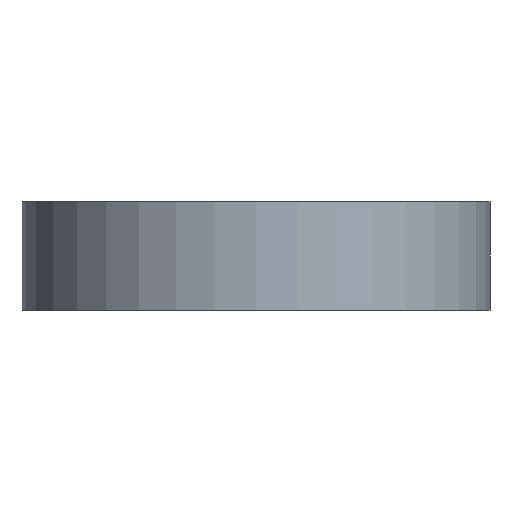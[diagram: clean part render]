
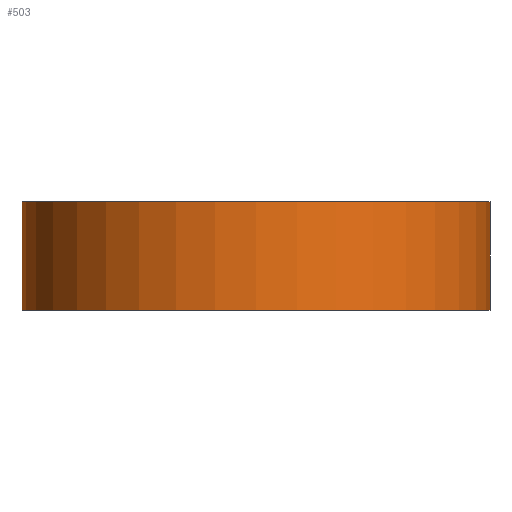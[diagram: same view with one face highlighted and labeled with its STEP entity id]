
A CAD part, front view. The second image highlights one B-rep face of the part: STEP entity #503.
In plain terms, the highlighted cylindrical face has radius 27.407 mm (diameter 54.813 mm), a partial arc.
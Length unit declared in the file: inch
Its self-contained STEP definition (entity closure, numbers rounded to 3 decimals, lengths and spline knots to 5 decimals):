
#10 = CARTESIAN_POINT ( 'NONE',  ( 1.031, -2.5, 0.25 ) ) ;
#22 = CYLINDRICAL_SURFACE ( 'NONE', #427, 1.079 ) ;
#31 = CARTESIAN_POINT ( 'NONE',  ( -0.048, -2.5, 0.25 ) ) ;
#32 = ORIENTED_EDGE ( 'NONE', *, *, #426, .T. ) ;
#35 = VERTEX_POINT ( 'NONE', #31 ) ;
#57 = CARTESIAN_POINT ( 'NONE',  ( 1.031, -1.421, 0.25 ) ) ;
#76 = AXIS2_PLACEMENT_3D ( 'NONE', #10, #134, #162 ) ;
#95 = DIRECTION ( 'NONE',  ( 0., 0., -1. ) ) ;
#108 = VECTOR ( 'NONE', #95, 39.37008 ) ;
#116 = LINE ( 'NONE', #57, #108 ) ;
#119 = CIRCLE ( 'NONE', #76, 1.079 ) ;
#134 = DIRECTION ( 'NONE',  ( 0., 0., -1. ) ) ;
#162 = DIRECTION ( 'NONE',  ( 1., 0., 0. ) ) ;
#165 = CIRCLE ( 'NONE', #417, 1.079 ) ;
#196 = VECTOR ( 'NONE', #500, 39.37008 ) ;
#199 = LINE ( 'NONE', #486, #196 ) ;
#243 = FACE_OUTER_BOUND ( 'NONE', #502, .T. ) ;
#271 = DIRECTION ( 'NONE',  ( -1., 0., 0. ) ) ;
#276 = CARTESIAN_POINT ( 'NONE',  ( -0.048, -2.5, -0.25 ) ) ;
#278 = DIRECTION ( 'NONE',  ( 0., 0., -1. ) ) ;
#281 = ORIENTED_EDGE ( 'NONE', *, *, #366, .T. ) ;
#292 = EDGE_CURVE ( 'NONE', #508, #548, #165, .T. ) ;
#329 = ORIENTED_EDGE ( 'NONE', *, *, #292, .F. ) ;
#350 = EDGE_CURVE ( 'NONE', #398, #508, #116, .T. ) ;
#358 = DIRECTION ( 'NONE',  ( 0., 0., -1. ) ) ;
#366 = EDGE_CURVE ( 'NONE', #398, #35, #119, .T. ) ;
#371 = CARTESIAN_POINT ( 'NONE',  ( 1.031, -1.421, 0.25 ) ) ;
#393 = CARTESIAN_POINT ( 'NONE',  ( 1.031, -1.421, -0.25 ) ) ;
#398 = VERTEX_POINT ( 'NONE', #371 ) ;
#417 = AXIS2_PLACEMENT_3D ( 'NONE', #505, #358, #448 ) ;
#426 = EDGE_CURVE ( 'NONE', #35, #548, #199, .T. ) ;
#427 = AXIS2_PLACEMENT_3D ( 'NONE', #453, #278, #271 ) ;
#448 = DIRECTION ( 'NONE',  ( 1., 0., 0. ) ) ;
#453 = CARTESIAN_POINT ( 'NONE',  ( 1.031, -2.5, 0.25 ) ) ;
#486 = CARTESIAN_POINT ( 'NONE',  ( -0.048, -2.5, 0.25 ) ) ;
#500 = DIRECTION ( 'NONE',  ( 0., 0., -1. ) ) ;
#502 = EDGE_LOOP ( 'NONE', ( #329, #544, #281, #32 ) ) ;
#503 = ADVANCED_FACE ( 'NONE', ( #243 ), #22, .T. ) ;
#505 = CARTESIAN_POINT ( 'NONE',  ( 1.031, -2.5, -0.25 ) ) ;
#508 = VERTEX_POINT ( 'NONE', #393 ) ;
#544 = ORIENTED_EDGE ( 'NONE', *, *, #350, .F. ) ;
#548 = VERTEX_POINT ( 'NONE', #276 ) ;
